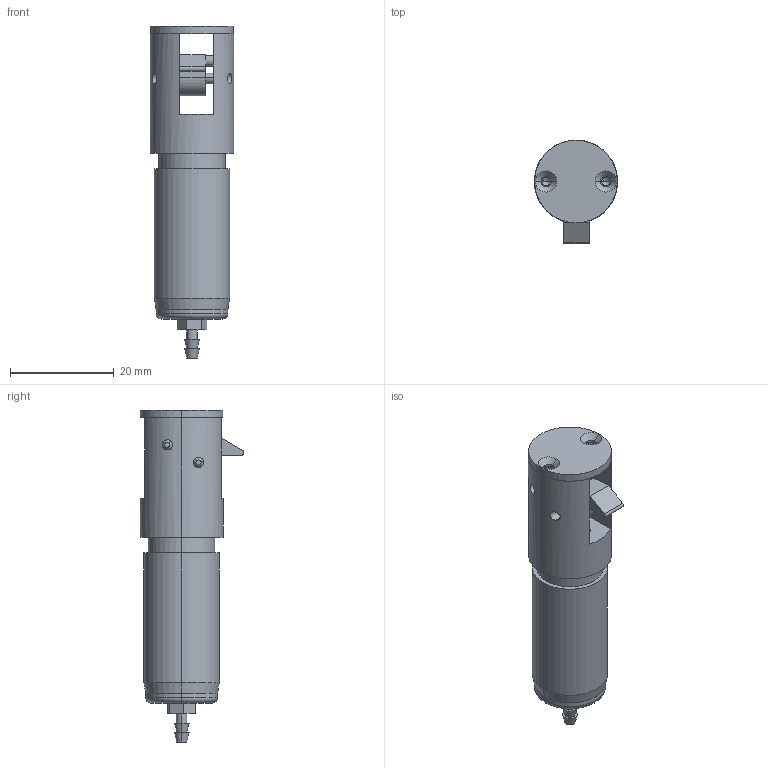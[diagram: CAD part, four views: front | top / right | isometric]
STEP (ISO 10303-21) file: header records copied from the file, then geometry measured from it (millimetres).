
FILE_DESCRIPTION (( 'STEP AP214' ), '1' );
FILE_NAME ('CO12-5GB-CPs.STEP', '2025-12-25T06:06:39', ( '' ), ( '' ), 'SwSTEP 2.0', 'SolidWorks 2024', '' );
FILE_SCHEMA (( 'AUTOMOTIVE_DESIGN' ));
Length unit declared in the file: millimetre
Products named in the file (6): 客户实体; CO12-5GB-CPs; GB15915B 盖板; 爪子5mm; ZZX2125 爪子销; TJTM3 接头
Assembly tree (6 placements, depth 2):
  CO12-5GB-CPs
    客户实体
    爪子5mm
    ZZX2125 爪子销  x2
    TJTM3 接头
    GB15915B 盖板
Bounding box: 16 x 20 x 63.9 mm (x, y, z)
Volume: 8768.3 mm3; surface area: 4982.4 mm2
Topology: 7 solids, 7 shells, 143 faces, 340 edges, 216 vertices
Faces by surface type: cylinder 67, plane 47, cone 24, bspline 3, torus 2
Entity records: 4989 total; most frequent: CARTESIAN_POINT 1618, DIRECTION 689, ORIENTED_EDGE 640, EDGE_CURVE 320, AXIS2_PLACEMENT_3D 269, VERTEX_POINT 208, EDGE_LOOP 162, VECTOR 151
